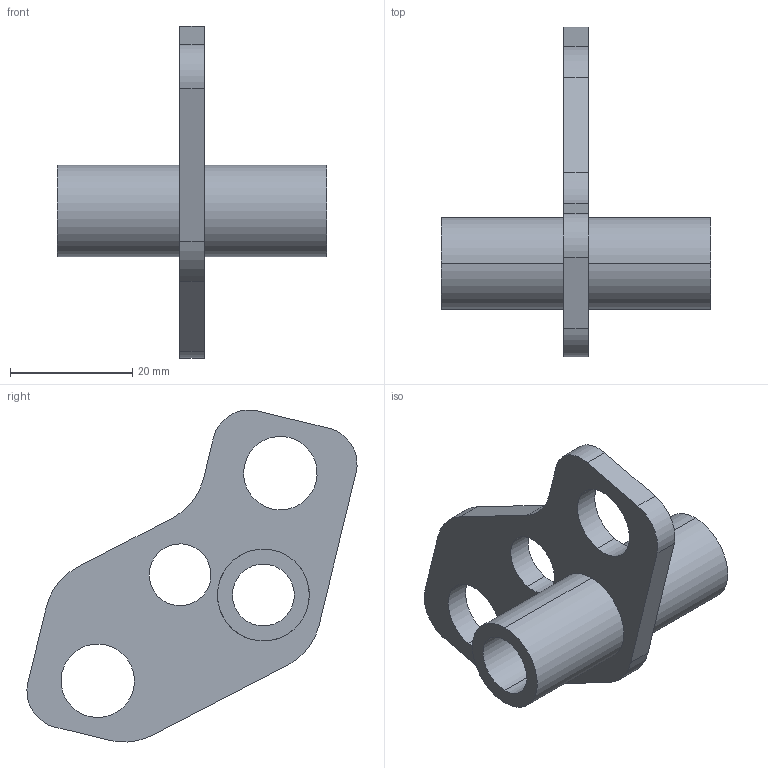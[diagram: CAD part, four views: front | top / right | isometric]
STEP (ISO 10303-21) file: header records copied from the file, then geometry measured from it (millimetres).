
FILE_DESCRIPTION (( 'STEP AP214' ), '1' );
FILE_NAME ('FIXATION VERIN HAUT REP 19.STEP', '2021-01-31T12:26:07', ( '' ), ( '' ), 'SwSTEP 2.0', 'SolidWorks 2019', '' );
FILE_SCHEMA (( 'AUTOMOTIVE_DESIGN' ));
Length unit declared in the file: millimetre
Products named in the file (3): FIXATION VERIN HAUT REP 19; Tube fixation; Fixation vérin
Assembly tree (2 placements, depth 2):
  FIXATION VERIN HAUT REP 19
    Tube fixation
    Fixation vérin
Bounding box: 44 x 53.93 x 54.24 mm (x, y, z)
Volume: 9242.1 mm3; surface area: 7454.6 mm2
Topology: 2 solids, 2 shells, 30 faces, 78 edges, 52 vertices
Faces by surface type: cylinder 19, plane 11
Entity records: 1070 total; most frequent: DIRECTION 186, CARTESIAN_POINT 165, ORIENTED_EDGE 156, EDGE_CURVE 78, AXIS2_PLACEMENT_3D 73, VERTEX_POINT 52, LINE 40, EDGE_LOOP 40
